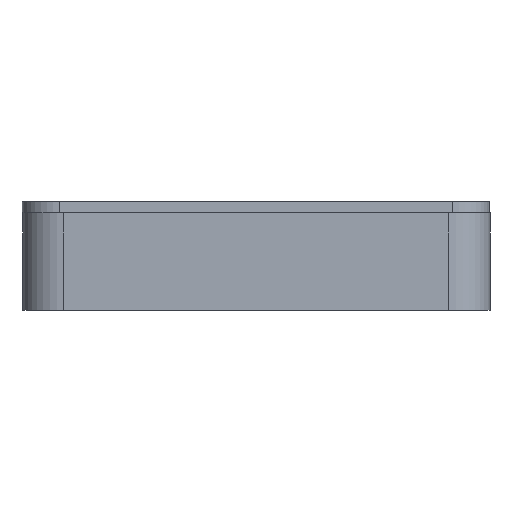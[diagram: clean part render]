
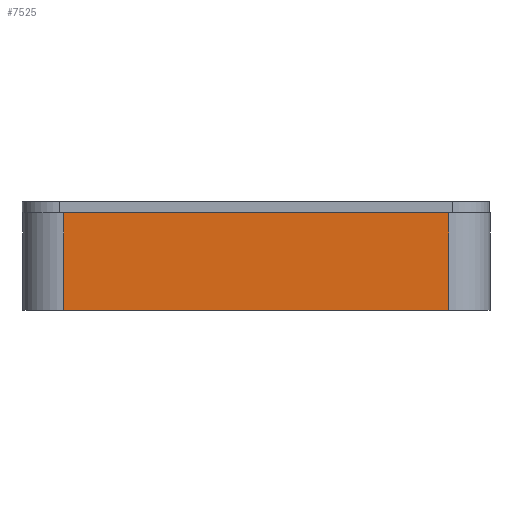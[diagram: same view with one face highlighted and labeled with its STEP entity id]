
A CAD part, front view. The second image highlights one B-rep face of the part: STEP entity #7525.
In plain terms, the highlighted planar face has unit normal (0, -1, 0).
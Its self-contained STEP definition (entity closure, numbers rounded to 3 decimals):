
#643=PLANE('',#7985);
#813=FACE_OUTER_BOUND('',#1227,.T.);
#1227=EDGE_LOOP('',(#5195,#5196,#5197,#5198));
#1777=LINE('',#9965,#2431);
#1789=LINE('',#10002,#2443);
#1790=LINE('',#10006,#2444);
#1791=LINE('',#10007,#2445);
#2431=VECTOR('',#8430,10.);
#2443=VECTOR('',#8462,10.);
#2444=VECTOR('',#8467,10.);
#2445=VECTOR('',#8468,10.);
#3262=VERTEX_POINT('',#9962);
#3263=VERTEX_POINT('',#9964);
#3278=VERTEX_POINT('',#10001);
#3279=VERTEX_POINT('',#10005);
#4024=EDGE_CURVE('',#3262,#3263,#1777,.T.);
#4043=EDGE_CURVE('',#3263,#3278,#1789,.T.);
#4045=EDGE_CURVE('',#3279,#3262,#1790,.T.);
#4046=EDGE_CURVE('',#3278,#3279,#1791,.T.);
#5195=ORIENTED_EDGE('',*,*,#4043,.F.);
#5196=ORIENTED_EDGE('',*,*,#4024,.F.);
#5197=ORIENTED_EDGE('',*,*,#4045,.F.);
#5198=ORIENTED_EDGE('',*,*,#4046,.F.);
#7525=ADVANCED_FACE('',(#813),#643,.T.);
#7985=AXIS2_PLACEMENT_3D('',#10004,#8465,#8466);
#8430=DIRECTION('',(1.,0.,0.));
#8462=DIRECTION('',(0.,0.,-1.));
#8465=DIRECTION('center_axis',(0.,-1.,0.));
#8466=DIRECTION('ref_axis',(1.,0.,0.));
#8467=DIRECTION('',(0.,0.,1.));
#8468=DIRECTION('',(-1.,0.,0.));
#9962=CARTESIAN_POINT('',(-31.234,-47.1,13.));
#9964=CARTESIAN_POINT('',(20.166,-47.1,13.));
#9965=CARTESIAN_POINT('',(25.666,-47.1,13.));
#10001=CARTESIAN_POINT('',(20.166,-47.1,0.));
#10002=CARTESIAN_POINT('',(20.166,-47.1,0.));
#10004=CARTESIAN_POINT('Origin',(-36.734,-47.1,0.));
#10005=CARTESIAN_POINT('',(-31.234,-47.1,0.));
#10006=CARTESIAN_POINT('',(-31.234,-47.1,0.));
#10007=CARTESIAN_POINT('',(25.666,-47.1,0.));
